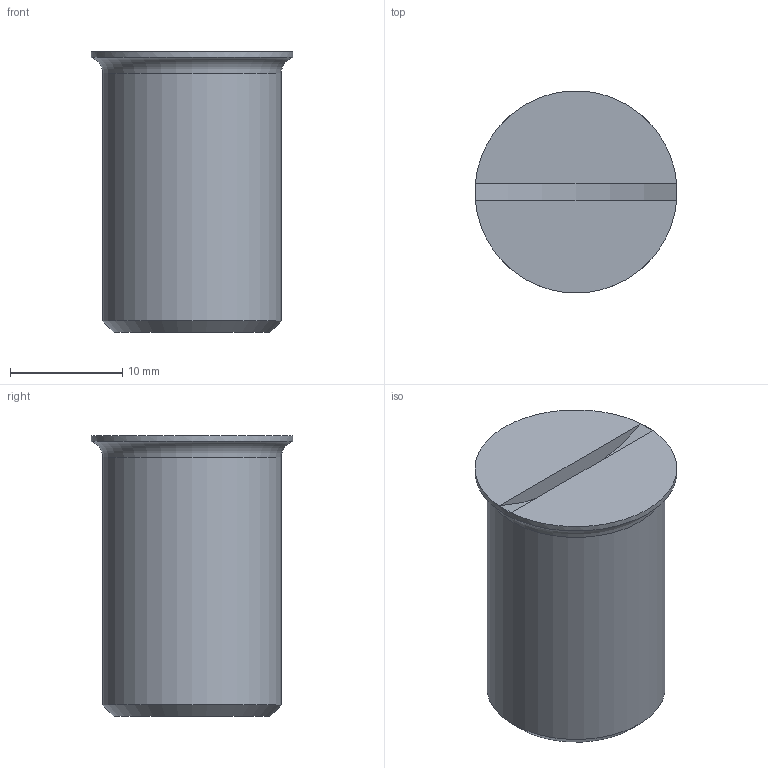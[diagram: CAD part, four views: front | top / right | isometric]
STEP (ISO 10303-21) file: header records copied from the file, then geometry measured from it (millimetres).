
FILE_DESCRIPTION( ( 'Unknown' ), '1' );
FILE_NAME( 'PT34-16.stp', 'Unknown', ( 'Unknown' ), ( 'Unknown' ), 'XStep 1.0', 'Unknown', ' ' );
FILE_SCHEMA( ( 'CONFIG_CONTROL_DESIGN' ) );
Length unit declared in the file: millimetre
Products named in the file (1): 1
Bounding box: 18 x 18 x 25 mm (x, y, z)
Volume: 4952.5 mm3; surface area: 1751.4 mm2
Topology: 1 solids, 1 shells, 9 faces, 15 edges, 9 vertices
Faces by surface type: plane 4, cylinder 3, torus 1, cone 1
Full cylindrical faces by diameter (mm): 15.9 x1, 18 x1
Entity records: 236 total; most frequent: DIRECTION 38, CARTESIAN_POINT 30, ORIENTED_EDGE 22, AXIS2_PLACEMENT_3D 17, EDGE_LOOP 14, FACE_OUTER_BOUND 12, EDGE_CURVE 11, ADVANCED_FACE 9
